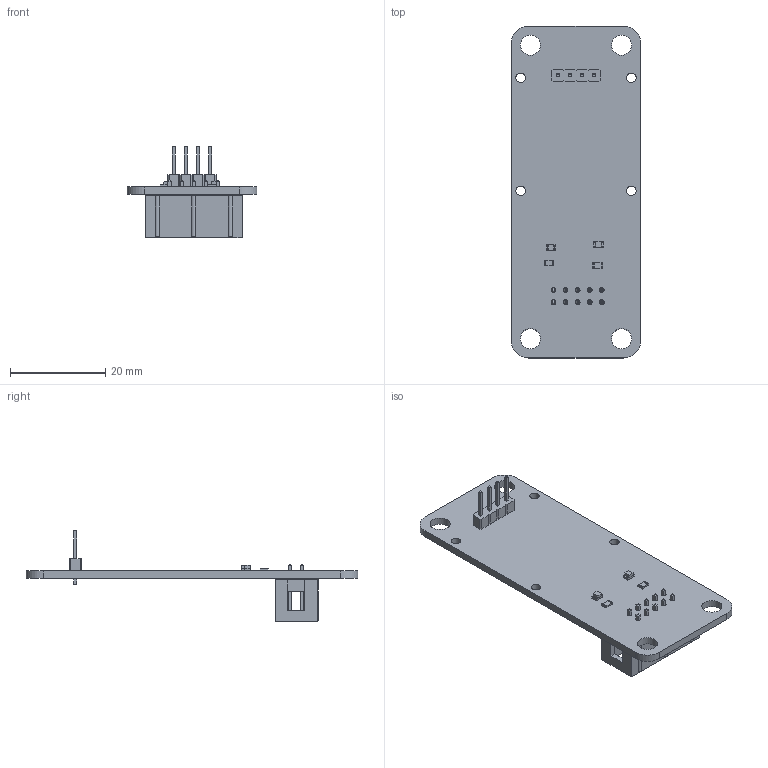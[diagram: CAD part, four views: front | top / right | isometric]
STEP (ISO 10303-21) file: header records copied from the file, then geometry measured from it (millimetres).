
FILE_DESCRIPTION(('KiCad electronic assembly'),'2;1');
FILE_NAME('BatteryCo-OLED-PRELIM 20241221-1.step','2024-12-21T12:33:48', ('Pcbnew'),('Kicad'),'Open CASCADE STEP processor 7.8', 'KiCad to STEP converter','Unknown');
FILE_SCHEMA(('AUTOMOTIVE_DESIGN { 1 0 10303 214 1 1 1 1 }'));
Length unit declared in the file: millimetre
Products named in the file (10): BatteryCo-OLED-PRELIM 20241221-1 1; LED_0805_2012Metric; R_0805_2012Metric; PinHeader_1x04_P2.54mm_Vertical; PinHeader_1x04_P254mm_Vertical; IDC-Header_2x05_P2.54mm_Vertical; IDC_Header_2x05_P254mm_Vertical; BatteryCo-OLED_PCB
Assembly tree (11 placements, depth 3):
  BatteryCo-OLED-PRELIM 20241221-1 1
    LED_0805_2012Metric  x2
      LED_0805_2012Metric
    R_0805_2012Metric  x2
      R_0805_2012Metric
    PinHeader_1x04_P2.54mm_Vertical
      PinHeader_1x04_P254mm_Vertical
    IDC-Header_2x05_P2.54mm_Vertical
      IDC_Header_2x05_P254mm_Vertical
    BatteryCo-OLED_PCB
Bounding box: 27.3 x 69.85 x 19.34 mm (x, y, z)
Volume: 3784.9 mm3; surface area: 5722.7 mm2
Topology: 7 solids, 7 shells, 506 faces, 1250 edges, 790 vertices
Faces by surface type: plane 439, cylinder 67
Full cylindrical faces by diameter (mm): 1 x20, 2 x4, 4.216 x4
Entity records: 15380 total; most frequent: CARTESIAN_POINT 2151, ORIENTED_EDGE 2098, DIRECTION 2041, EDGE_CURVE 1049, LINE 941, VECTOR 941, VERTEX_POINT 660, AXIS2_PLACEMENT_3D 550
